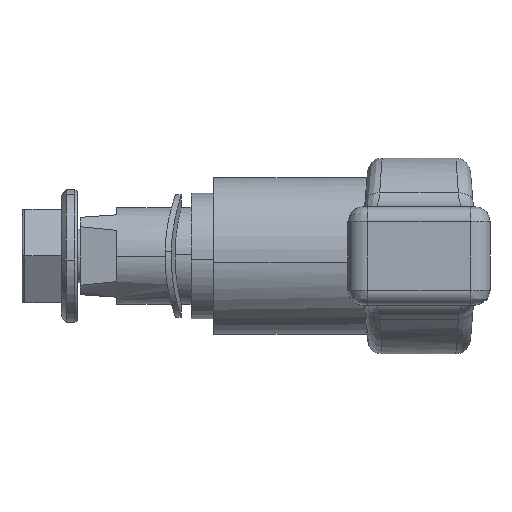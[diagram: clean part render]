
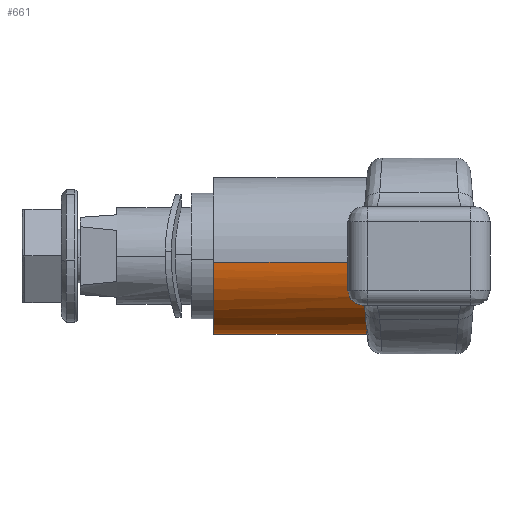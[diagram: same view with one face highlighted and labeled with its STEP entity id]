
A CAD part, left-side view. The second image highlights one B-rep face of the part: STEP entity #661.
In plain terms, the highlighted free-form (B-spline) face has degree [2, 1] with [5, 2] control points.
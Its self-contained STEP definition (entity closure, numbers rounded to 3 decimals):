
#512=CARTESIAN_POINT('',(7.998,-16.093,0.171));
#513=CARTESIAN_POINT('',(8.159,-16.093,-7.383));
#514=CARTESIAN_POINT('',(0.628,-16.093,-7.975));
#515=CARTESIAN_POINT('',(-7.348,-16.093,-8.603));
#516=CARTESIAN_POINT('',(-7.975,-16.093,-0.628));
#517=CARTESIAN_POINT('',(7.998,0.402,0.171));
#518=CARTESIAN_POINT('',(8.159,0.402,-7.383));
#519=CARTESIAN_POINT('',(0.628,0.402,-7.975));
#520=CARTESIAN_POINT('',(-7.348,0.402,-8.603));
#521=CARTESIAN_POINT('',(-7.975,0.402,-0.628));
#529=(BOUNDED_SURFACE()B_SPLINE_SURFACE(2,1,((#512,#517),(#513,#518),(#514,#519),(#515,#520),(#516,#521)),.UNSPECIFIED.,.F.,.F.,.U.)B_SPLINE_SURFACE_WITH_KNOTS((3,2,3),(2,2),(0.0,12.725,25.979),(0.0,16.496),.UNSPECIFIED.)GEOMETRIC_REPRESENTATION_ITEM()RATIONAL_B_SPLINE_SURFACE(((0.978,0.978),(0.719,0.719),(1.0,1.0),(0.707,0.707),(1.0,1.0)))REPRESENTATION_ITEM('')SURFACE());
#530=CARTESIAN_POINT('',(7.998,0.,0.171));
#531=VERTEX_POINT('',#530);
#532=CARTESIAN_POINT('',(0.0,0.0,-8.));
#533=VERTEX_POINT('',#532);
#534=CARTESIAN_POINT('',(7.998,0.,0.171));
#535=CARTESIAN_POINT('',(8.,0.0,0.085));
#536=CARTESIAN_POINT('',(8.,0.0,0.0));
#537=CARTESIAN_POINT('',(8.,0.0,-8.));
#538=CARTESIAN_POINT('',(0.0,0.0,-8.));
#546=(BOUNDED_CURVE()B_SPLINE_CURVE(2,(#534,#535,#536,#537,#538),.UNSPECIFIED.,.F.,.U.)B_SPLINE_CURVE_WITH_KNOTS((3,2,3),(0.246,0.25,0.5),.UNSPECIFIED.)CURVE()GEOMETRIC_REPRESENTATION_ITEM()RATIONAL_B_SPLINE_CURVE((0.991,0.996,1.0,0.707,1.0))REPRESENTATION_ITEM(''));
#547=EDGE_CURVE('',#531,#533,#546,.T.);
#548=ORIENTED_EDGE('',*,*,#547,.F.);
#549=CARTESIAN_POINT('',(7.998,-15.3,0.171));
#550=VERTEX_POINT('',#549);
#551=CARTESIAN_POINT('',(7.998,-15.3,0.171));
#552=CARTESIAN_POINT('',(7.998,0.,0.171));
#553=QUASI_UNIFORM_CURVE('',1,(#551,#552),.UNSPECIFIED.,.F.,.U.);
#554=EDGE_CURVE('',#550,#531,#553,.T.);
#555=ORIENTED_EDGE('',*,*,#554,.F.);
#556=CARTESIAN_POINT('',(0.003,-15.701,-8.));
#557=VERTEX_POINT('',#556);
#558=CARTESIAN_POINT('',(7.998,-15.3,0.171));
#559=CARTESIAN_POINT('',(7.999,-15.3,0.115));
#560=CARTESIAN_POINT('',(8.,-15.3,0.06));
#561=CARTESIAN_POINT('',(8.,-15.3,-0.257));
#562=CARTESIAN_POINT('',(7.988,-15.301,-0.518));
#563=CARTESIAN_POINT('',(7.949,-15.305,-0.912));
#564=CARTESIAN_POINT('',(7.933,-15.306,-1.044));
#565=CARTESIAN_POINT('',(7.894,-15.31,-1.304));
#566=CARTESIAN_POINT('',(7.872,-15.312,-1.433));
#567=CARTESIAN_POINT('',(7.744,-15.325,-2.074));
#568=CARTESIAN_POINT('',(7.593,-15.34,-2.573));
#569=CARTESIAN_POINT('',(7.343,-15.363,-3.179));
#570=CARTESIAN_POINT('',(7.289,-15.368,-3.299));
#571=CARTESIAN_POINT('',(7.177,-15.378,-3.538));
#572=CARTESIAN_POINT('',(7.117,-15.383,-3.655));
#573=CARTESIAN_POINT('',(6.932,-15.4,-4.003));
#574=CARTESIAN_POINT('',(6.797,-15.412,-4.227));
#575=CARTESIAN_POINT('',(6.363,-15.448,-4.877));
#576=CARTESIAN_POINT('',(6.033,-15.474,-5.281));
#577=CARTESIAN_POINT('',(5.286,-15.527,-6.028));
#578=CARTESIAN_POINT('',(4.882,-15.553,-6.359));
#579=CARTESIAN_POINT('',(4.233,-15.589,-6.793));
#580=CARTESIAN_POINT('',(4.009,-15.6,-6.928));
#581=CARTESIAN_POINT('',(3.662,-15.617,-7.114));
#582=CARTESIAN_POINT('',(3.544,-15.622,-7.173));
#583=CARTESIAN_POINT('',(3.306,-15.632,-7.286));
#584=CARTESIAN_POINT('',(3.185,-15.637,-7.34));
#585=CARTESIAN_POINT('',(2.58,-15.661,-7.591));
#586=CARTESIAN_POINT('',(2.081,-15.675,-7.742));
#587=CARTESIAN_POINT('',(1.44,-15.688,-7.87));
#588=CARTESIAN_POINT('',(1.311,-15.69,-7.893));
#589=CARTESIAN_POINT('',(1.116,-15.693,-7.922));
#590=CARTESIAN_POINT('',(1.051,-15.694,-7.931));
#591=CARTESIAN_POINT('',(0.92,-15.695,-7.947));
#592=CARTESIAN_POINT('',(0.854,-15.696,-7.955));
#593=CARTESIAN_POINT('',(0.526,-15.699,-7.987));
#594=CARTESIAN_POINT('',(0.264,-15.701,-8.));
#595=CARTESIAN_POINT('',(0.003,-15.701,-8.));
#596=B_SPLINE_CURVE_WITH_KNOTS('',3,(#558,#559,#560,#561,#562,#563,#564,#565,#566,#567,#568,#569,#570,#571,#572,#573,#574,#575,#576,#577,#578,#579,#580,#581,#582,#583,#584,#585,#586,#587,#588,#589,#590,#591,#592,#593,#594,#595),.UNSPECIFIED.,.F.,.U.,(4,2,2,2,2,2,2,2,2,2,2,2,2,2,2,2,2,2,4),(0.247,0.25,0.266,0.273,0.281,0.312,0.32,0.328,0.344,0.375,0.406,0.422,0.43,0.437,0.469,0.477,0.48,0.484,0.5),.UNSPECIFIED.);
#597=EDGE_CURVE('',#550,#557,#596,.T.);
#598=ORIENTED_EDGE('',*,*,#597,.T.);
#599=CARTESIAN_POINT('',(-7.975,-15.302,-0.628));
#600=VERTEX_POINT('',#599);
#601=CARTESIAN_POINT('',(0.003,-15.701,-8.));
#602=CARTESIAN_POINT('',(-0.519,-15.701,-8.));
#603=CARTESIAN_POINT('',(-1.039,-15.696,-7.95));
#604=CARTESIAN_POINT('',(-1.684,-15.683,-7.822));
#605=CARTESIAN_POINT('',(-1.813,-15.68,-7.793));
#606=CARTESIAN_POINT('',(-2.069,-15.674,-7.729));
#607=CARTESIAN_POINT('',(-2.195,-15.671,-7.694));
#608=CARTESIAN_POINT('',(-2.571,-15.66,-7.58));
#609=CARTESIAN_POINT('',(-3.063,-15.643,-7.404));
#610=CARTESIAN_POINT('',(-3.534,-15.623,-7.182));
#611=CARTESIAN_POINT('',(-3.881,-15.607,-6.997));
#612=CARTESIAN_POINT('',(-3.995,-15.601,-6.932));
#613=CARTESIAN_POINT('',(-4.221,-15.589,-6.797));
#614=CARTESIAN_POINT('',(-4.333,-15.583,-6.727));
#615=CARTESIAN_POINT('',(-4.879,-15.553,-6.361));
#616=CARTESIAN_POINT('',(-5.282,-15.527,-6.031));
#617=CARTESIAN_POINT('',(-5.836,-15.488,-5.478));
#618=CARTESIAN_POINT('',(-6.012,-15.475,-5.284));
#619=CARTESIAN_POINT('',(-6.263,-15.455,-4.979));
#620=CARTESIAN_POINT('',(-6.344,-15.449,-4.875));
#621=CARTESIAN_POINT('',(-6.501,-15.436,-4.664));
#622=CARTESIAN_POINT('',(-6.577,-15.43,-4.557));
#623=CARTESIAN_POINT('',(-6.94,-15.4,-4.014));
#624=CARTESIAN_POINT('',(-7.186,-15.378,-3.555));
#625=CARTESIAN_POINT('',(-7.437,-15.354,-2.95));
#626=CARTESIAN_POINT('',(-7.485,-15.35,-2.827));
#627=CARTESIAN_POINT('',(-7.552,-15.343,-2.641));
#628=CARTESIAN_POINT('',(-7.573,-15.341,-2.579));
#629=CARTESIAN_POINT('',(-7.615,-15.337,-2.453));
#630=CARTESIAN_POINT('',(-7.635,-15.336,-2.391));
#631=CARTESIAN_POINT('',(-7.73,-15.326,-2.076));
#632=CARTESIAN_POINT('',(-7.794,-15.32,-1.823));
#633=CARTESIAN_POINT('',(-7.907,-15.309,-1.257));
#634=CARTESIAN_POINT('',(-7.951,-15.305,-0.944));
#635=CARTESIAN_POINT('',(-7.975,-15.302,-0.628));
#636=B_SPLINE_CURVE_WITH_KNOTS('',3,(#601,#602,#603,#604,#605,#606,#607,#608,#609,#610,#611,#612,#613,#614,#615,#616,#617,#618,#619,#620,#621,#622,#623,#624,#625,#626,#627,#628,#629,#630,#631,#632,#633,#634,#635),.UNSPECIFIED.,.F.,.U.,(4,2,2,2,1,2,2,2,2,2,2,2,2,2,2,2,2,4),(0.5,0.531,0.539,0.547,0.562,0.578,0.586,0.594,0.625,0.641,0.648,0.656,0.687,0.695,0.699,0.703,0.719,0.738),.UNSPECIFIED.);
#637=EDGE_CURVE('',#557,#600,#636,.T.);
#638=ORIENTED_EDGE('',*,*,#637,.T.);
#639=CARTESIAN_POINT('',(-7.975,0.,-0.628));
#640=VERTEX_POINT('',#639);
#641=CARTESIAN_POINT('',(-7.975,-15.302,-0.628));
#642=CARTESIAN_POINT('',(-7.975,0.,-0.628));
#643=QUASI_UNIFORM_CURVE('',1,(#641,#642),.UNSPECIFIED.,.F.,.U.);
#644=EDGE_CURVE('',#600,#640,#643,.T.);
#645=ORIENTED_EDGE('',*,*,#644,.T.);
#646=CARTESIAN_POINT('',(0.0,0.0,-8.));
#647=CARTESIAN_POINT('',(-7.395,0.0,-8.));
#648=CARTESIAN_POINT('',(-7.975,0.,-0.628));
#656=(BOUNDED_CURVE()B_SPLINE_CURVE(2,(#646,#647,#648),.UNSPECIFIED.,.F.,.U.)B_SPLINE_CURVE_WITH_KNOTS((3,3),(0.5,0.736),.UNSPECIFIED.)CURVE()GEOMETRIC_REPRESENTATION_ITEM()RATIONAL_B_SPLINE_CURVE((1.0,0.723,0.97))REPRESENTATION_ITEM(''));
#657=EDGE_CURVE('',#533,#640,#656,.T.);
#658=ORIENTED_EDGE('',*,*,#657,.F.);
#659=EDGE_LOOP('',(#548,#555,#598,#638,#645,#658));
#660=FACE_OUTER_BOUND('',#659,.T.);
#661=ADVANCED_FACE('',(#660),#529,.T.);
